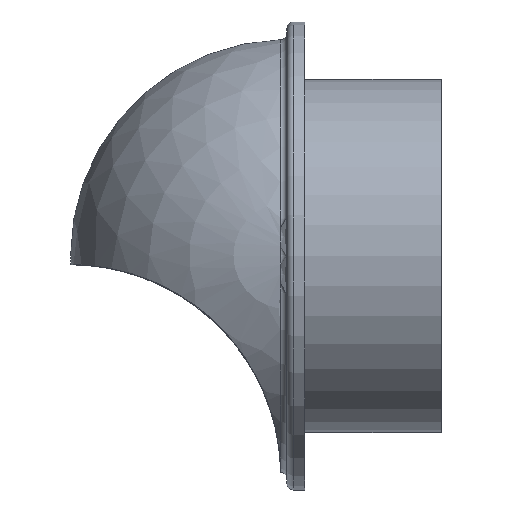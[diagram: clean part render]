
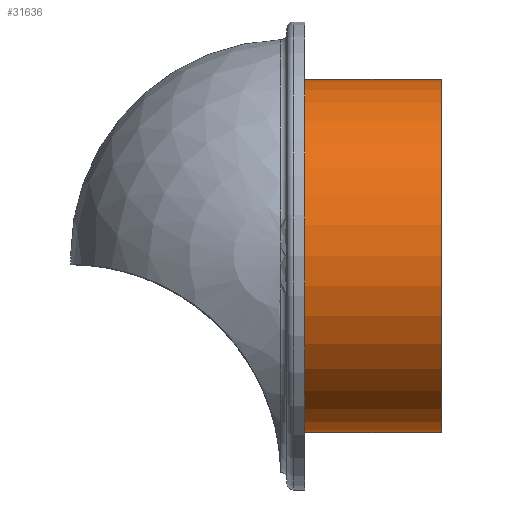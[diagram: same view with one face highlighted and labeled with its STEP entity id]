
A CAD part, top view. The second image highlights one B-rep face of the part: STEP entity #31636.
In plain terms, the highlighted cylindrical face has radius 80 mm (diameter 160 mm), a partial arc.
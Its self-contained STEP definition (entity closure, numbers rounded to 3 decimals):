
#1308 = DIRECTION ( 'NONE',  ( -1., 0., 0. ) ) ;
#4002 = EDGE_CURVE ( 'NONE', #5998, #8120, #42637, .T. ) ;
#5998 = VERTEX_POINT ( 'NONE', #44304 ) ;
#6091 = VECTOR ( 'NONE', #26180, 1000. ) ;
#7358 = EDGE_CURVE ( 'NONE', #8120, #34850, #39441, .T. ) ;
#7596 = ORIENTED_EDGE ( 'NONE', *, *, #10564, .F. ) ;
#8120 = VERTEX_POINT ( 'NONE', #14798 ) ;
#8514 = FACE_OUTER_BOUND ( 'NONE', #35440, .T. ) ;
#9606 = CARTESIAN_POINT ( 'NONE',  ( 0., 80., 0. ) ) ;
#10564 = EDGE_CURVE ( 'NONE', #5998, #14436, #29805, .T. ) ;
#10766 = VECTOR ( 'NONE', #21493, 1000. ) ;
#11990 = CARTESIAN_POINT ( 'NONE',  ( -106., 0., 0. ) ) ;
#12242 = CARTESIAN_POINT ( 'NONE',  ( 0., 0., 0. ) ) ;
#14436 = VERTEX_POINT ( 'NONE', #25539 ) ;
#14798 = CARTESIAN_POINT ( 'NONE',  ( 62., 80., 0. ) ) ;
#15538 = CARTESIAN_POINT ( 'NONE',  ( -106., -80., 0. ) ) ;
#17477 = CARTESIAN_POINT ( 'NONE',  ( -106., 80., 0. ) ) ;
#18233 = ORIENTED_EDGE ( 'NONE', *, *, #4002, .T. ) ;
#21493 = DIRECTION ( 'NONE',  ( -1., 0., 0. ) ) ;
#25539 = CARTESIAN_POINT ( 'NONE',  ( 0., -80., 0. ) ) ;
#26168 = DIRECTION ( 'NONE',  ( -1., 0., 0. ) ) ;
#26180 = DIRECTION ( 'NONE',  ( -1., 0., 0. ) ) ;
#26299 = AXIS2_PLACEMENT_3D ( 'NONE', #41105, #37259, #37577 ) ;
#26706 = AXIS2_PLACEMENT_3D ( 'NONE', #12242, #1308, #36622 ) ;
#29805 = LINE ( 'NONE', #15538, #6091 ) ;
#31148 = EDGE_CURVE ( 'NONE', #14436, #34850, #36706, .T. ) ;
#31407 = ORIENTED_EDGE ( 'NONE', *, *, #7358, .T. ) ;
#31636 = ADVANCED_FACE ( 'NONE', ( #8514 ), #34920, .T. ) ;
#34850 = VERTEX_POINT ( 'NONE', #9606 ) ;
#34920 = CYLINDRICAL_SURFACE ( 'NONE', #43536, 80. ) ;
#35440 = EDGE_LOOP ( 'NONE', ( #18233, #31407, #36805, #7596 ) ) ;
#36513 = DIRECTION ( 'NONE',  ( 0., -1., 0. ) ) ;
#36622 = DIRECTION ( 'NONE',  ( 0., -1., 0. ) ) ;
#36706 = CIRCLE ( 'NONE', #26706, 80. ) ;
#36805 = ORIENTED_EDGE ( 'NONE', *, *, #31148, .F. ) ;
#37259 = DIRECTION ( 'NONE',  ( -1., 0., 0. ) ) ;
#37577 = DIRECTION ( 'NONE',  ( 0., -1., 0. ) ) ;
#39441 = LINE ( 'NONE', #17477, #10766 ) ;
#41105 = CARTESIAN_POINT ( 'NONE',  ( 62., 0., 0. ) ) ;
#42637 = CIRCLE ( 'NONE', #26299, 80. ) ;
#43536 = AXIS2_PLACEMENT_3D ( 'NONE', #11990, #26168, #36513 ) ;
#44304 = CARTESIAN_POINT ( 'NONE',  ( 62., -80., 0. ) ) ;
